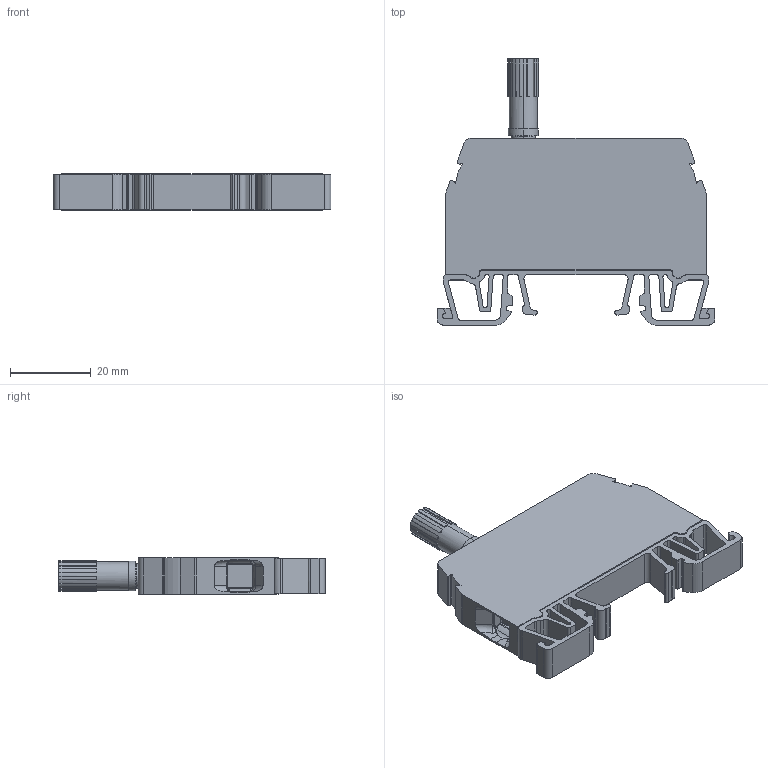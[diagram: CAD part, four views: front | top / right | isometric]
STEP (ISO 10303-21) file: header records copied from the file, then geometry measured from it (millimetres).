
FILE_DESCRIPTION (( 'STEP AP203' ), '1' );
FILE_NAME ('Mrk 10 Test Klemens - Tek Test Kovanlý.STEP', '2020-03-19T08:17:47', ( '' ), ( '' ), 'SwSTEP 2.0', 'SolidWorks 2011', '' );
FILE_SCHEMA (( 'CONFIG_CONTROL_DESIGN' ));
Length unit declared in the file: millimetre
Products named in the file (1): Mrk 10 Test Klemens - Tek Test Kovanlý
Bounding box: 69 x 66.1 x 9 mm (x, y, z)
Volume: 18514.1 mm3; surface area: 12560.4 mm2
Topology: 1 solids, 2 shells, 581 faces, 1587 edges, 1026 vertices
Faces by surface type: plane 255, cylinder 240, bspline 82, cone 4
Entity records: 21655 total; most frequent: CARTESIAN_POINT 8153, ORIENTED_EDGE 3174, DIRECTION 2246, EDGE_CURVE 1587, VERTEX_POINT 1026, LINE 832, VECTOR 832, AXIS2_PLACEMENT_3D 707
